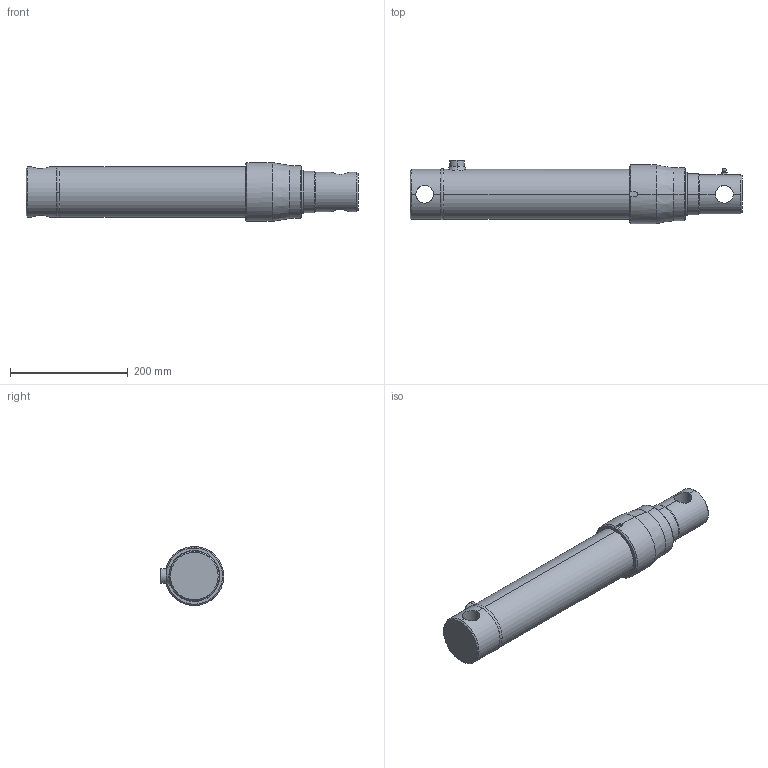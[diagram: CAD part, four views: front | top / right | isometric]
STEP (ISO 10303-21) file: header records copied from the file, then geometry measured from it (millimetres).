
FILE_DESCRIPTION (( 'STEP AP203' ), '1' );
FILE_NAME ('670.3.STEP', '2014-03-26T06:59:23', ( '' ), ( '' ), 'SwSTEP 2.0', 'SolidWorks 2013', '' );
FILE_SCHEMA (( 'CONFIG_CONTROL_DESIGN' ));
Length unit declared in the file: millimetre
Products named in the file (1): 670.3
Bounding box: 564 x 107.72 x 100 mm (x, y, z)
Surface area: 258381.9 mm2 (no closed solid volume)
Topology: 0 solids, 11 shells, 81 faces, 218 edges, 145 vertices
Faces by surface type: cylinder 29, cone 20, plane 20, torus 10, sphere 2
Entity records: 3334 total; most frequent: CARTESIAN_POINT 1201, DIRECTION 471, ORIENTED_EDGE 370, EDGE_CURVE 218, AXIS2_PLACEMENT_3D 195, VERTEX_POINT 145, CIRCLE 113, EDGE_LOOP 93
